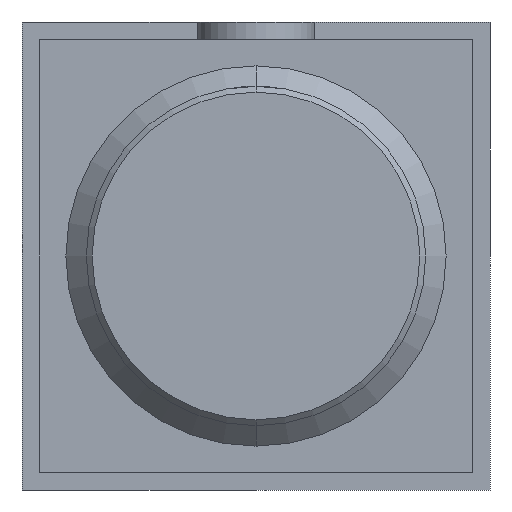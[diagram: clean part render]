
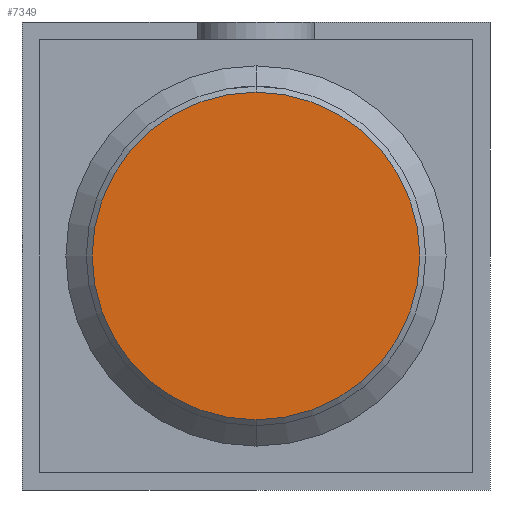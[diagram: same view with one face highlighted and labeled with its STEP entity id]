
A CAD part, front view. The second image highlights one B-rep face of the part: STEP entity #7349.
In plain terms, the highlighted planar face has unit normal (0, -1, 0).
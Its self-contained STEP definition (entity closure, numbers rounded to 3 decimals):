
#321 = EDGE_CURVE ( 'Defeature ausgef�hrt6_144+Defeature ausgef�hrt6_132+Defeature ausgef�hrt6_132+Defeature ausgef�hrt6_132', #9018, #9774, #7534, .T. ) ;
#759 = DIRECTION ( 'NONE',  ( 0., 0., 1. ) ) ;
#790 = DIRECTION ( 'NONE',  ( 0., 1., 0. ) ) ;
#1648 = DIRECTION ( 'NONE',  ( 0., -1., 0. ) ) ;
#2777 = CARTESIAN_POINT ( 'NONE',  ( 0., -41.8, 2.8 ) ) ;
#3357 = ORIENTED_EDGE ( 'NONE', *, *, #3991, .T. ) ;
#3991 = EDGE_CURVE ( 'Defeature ausgef�hrt6_144+Defeature ausgef�hrt6_132+Defeature ausgef�hrt6_132+Defeature ausgef�hrt6_132', #9774, #9018, #8422, .T. ) ;
#4026 = DIRECTION ( 'NONE',  ( 0., 0., 1. ) ) ;
#4040 = DIRECTION ( 'NONE',  ( 0., -1., 0. ) ) ;
#4960 = ORIENTED_EDGE ( 'NONE', *, *, #321, .T. ) ;
#5405 = FACE_OUTER_BOUND ( 'NONE', #10032, .T. ) ;
#5489 = CARTESIAN_POINT ( 'NONE',  ( 0., -41.8, 0. ) ) ;
#6462 = PLANE ( 'NONE',  #7973 ) ;
#7323 = AXIS2_PLACEMENT_3D ( 'NONE', #8864, #1648, #4026 ) ;
#7349 = ADVANCED_FACE ( 'Defeature ausgef�hrt6_144', ( #5405 ), #6462, .F. ) ;
#7534 = CIRCLE ( 'NONE', #7323, 2.8 ) ;
#7973 = AXIS2_PLACEMENT_3D ( 'NONE', #5489, #790, #759 ) ;
#8037 = CARTESIAN_POINT ( 'NONE',  ( 0., -41.8, 0. ) ) ;
#8422 = CIRCLE ( 'NONE', #9663, 2.8 ) ;
#8864 = CARTESIAN_POINT ( 'NONE',  ( 0., -41.8, 0. ) ) ;
#8902 = CARTESIAN_POINT ( 'NONE',  ( 0., -41.8, -2.8 ) ) ;
#9018 = VERTEX_POINT ( 'NONE', #2777 ) ;
#9663 = AXIS2_PLACEMENT_3D ( 'NONE', #8037, #4040, #10397 ) ;
#9774 = VERTEX_POINT ( 'NONE', #8902 ) ;
#10032 = EDGE_LOOP ( 'NONE', ( #4960, #3357 ) ) ;
#10397 = DIRECTION ( 'NONE',  ( 0., 0., 1. ) ) ;
